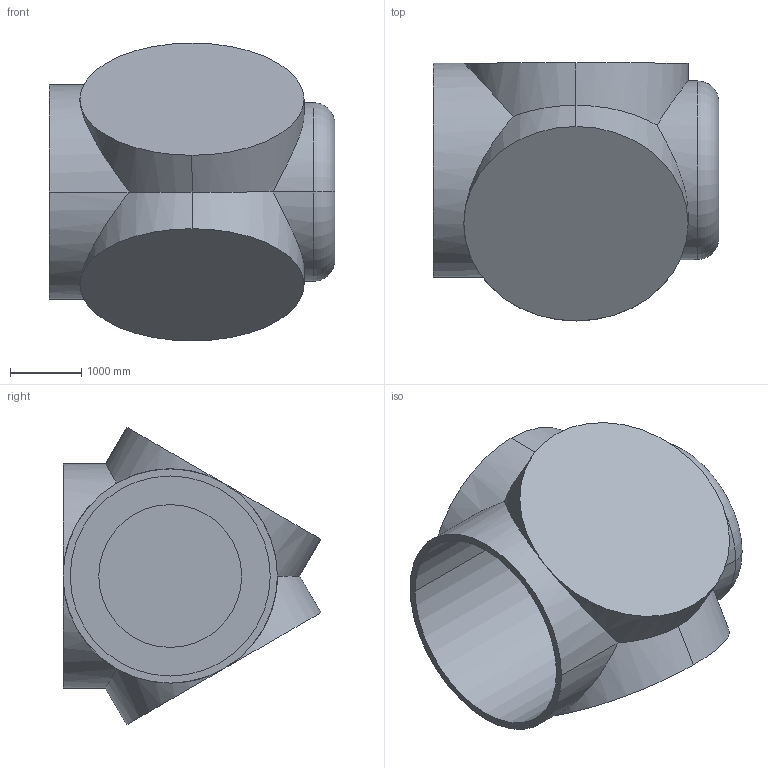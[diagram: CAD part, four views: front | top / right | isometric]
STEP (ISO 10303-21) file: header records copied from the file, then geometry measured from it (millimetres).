
FILE_DESCRIPTION (( 'STEP AP214' ), '1' );
FILE_NAME ('NREL_Hub.STEP', '2021-12-15T15:14:00', ( '' ), ( '' ), 'SwSTEP 2.0', 'SolidWorks 2021', '' );
FILE_SCHEMA (( 'AUTOMOTIVE_DESIGN' ));
Length unit declared in the file: metre
Products named in the file (1): NREL_Hub
Bounding box: 4000 x 3609.66 x 4168.08 mm (x, y, z)
Volume: 12669324557.6 mm3; surface area: 88589408.5 mm2
Topology: 1 solids, 1 shells, 26 faces, 55 edges, 33 vertices
Faces by surface type: cylinder 17, plane 7, torus 2
Entity records: 4099 total; most frequent: CARTESIAN_POINT 3522, DIRECTION 118, ORIENTED_EDGE 110, EDGE_CURVE 55, AXIS2_PLACEMENT_3D 52, VERTEX_POINT 33, EDGE_LOOP 28, FACE_OUTER_BOUND 26
